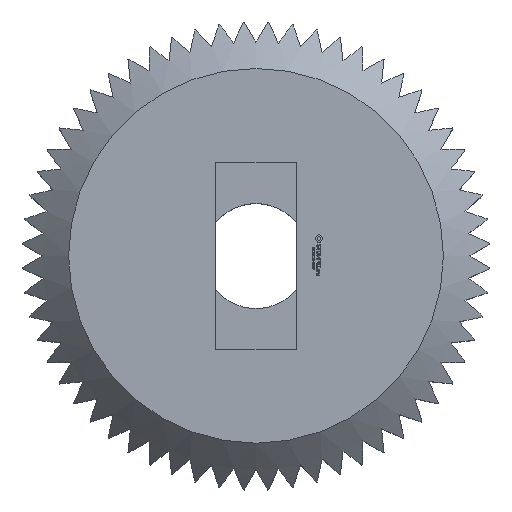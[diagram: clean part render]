
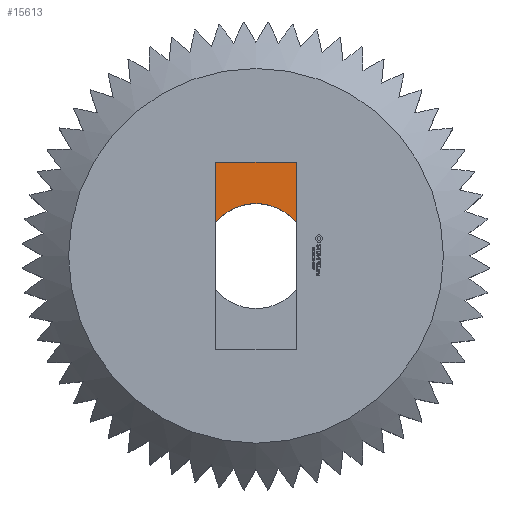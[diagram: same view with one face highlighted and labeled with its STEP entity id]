
A CAD part, top view. The second image highlights one B-rep face of the part: STEP entity #15613.
In plain terms, the highlighted planar face has unit normal (0, 0, 1).
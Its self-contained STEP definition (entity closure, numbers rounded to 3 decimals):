
#310 = PLANE('',#311);
#311 = AXIS2_PLACEMENT_3D('',#312,#313,#314);
#312 = CARTESIAN_POINT('',(-2.7,0.,6.86));
#313 = DIRECTION('',(1.,0.,0.));
#314 = DIRECTION('',(0.,0.,1.));
#368 = PLANE('',#369);
#369 = AXIS2_PLACEMENT_3D('',#370,#371,#372);
#370 = CARTESIAN_POINT('',(2.7,0.,6.86));
#371 = DIRECTION('',(-1.,0.,0.));
#372 = DIRECTION('',(0.,0.,-1.));
#401 = CYLINDRICAL_SURFACE('',#402,3.5);
#402 = AXIS2_PLACEMENT_3D('',#403,#404,#405);
#403 = CARTESIAN_POINT('',(0.,0.,3.125
    ));
#404 = DIRECTION('',(0.,0.,1.));
#405 = DIRECTION('',(1.,0.,0.));
#6100 = VERTEX_POINT('',#6101);
#6101 = CARTESIAN_POINT('',(-2.7,2.227,3.125));
#6122 = EDGE_CURVE('',#6123,#6100,#6125,.T.);
#6123 = VERTEX_POINT('',#6124);
#6124 = CARTESIAN_POINT('',(2.7,2.227,3.125));
#6125 = SURFACE_CURVE('',#6126,(#6131,#6138),.PCURVE_S1.);
#6126 = CIRCLE('',#6127,3.5);
#6127 = AXIS2_PLACEMENT_3D('',#6128,#6129,#6130);
#6128 = CARTESIAN_POINT('',(0.,0.,
    3.125));
#6129 = DIRECTION('',(0.,0.,1.));
#6130 = DIRECTION('',(1.,0.,0.));
#6131 = PCURVE('',#401,#6132);
#6132 = DEFINITIONAL_REPRESENTATION('',(#6133),#6137);
#6133 = LINE('',#6134,#6135);
#6134 = CARTESIAN_POINT('',(0.,0.));
#6135 = VECTOR('',#6136,1.);
#6136 = DIRECTION('',(1.,0.));
#6137 = ( GEOMETRIC_REPRESENTATION_CONTEXT(2) 
PARAMETRIC_REPRESENTATION_CONTEXT() REPRESENTATION_CONTEXT('2D SPACE',''
  ) );
#6138 = PCURVE('',#6139,#6144);
#6139 = PLANE('',#6140);
#6140 = AXIS2_PLACEMENT_3D('',#6141,#6142,#6143);
#6141 = CARTESIAN_POINT('',(0.,0.,
    3.125));
#6142 = DIRECTION('',(0.,0.,1.));
#6143 = DIRECTION('',(1.,0.,0.));
#6144 = DEFINITIONAL_REPRESENTATION('',(#6145),#6149);
#6145 = CIRCLE('',#6146,3.5);
#6146 = AXIS2_PLACEMENT_2D('',#6147,#6148);
#6147 = CARTESIAN_POINT('',(0.,0.));
#6148 = DIRECTION('',(1.,0.));
#6149 = ( GEOMETRIC_REPRESENTATION_CONTEXT(2) 
PARAMETRIC_REPRESENTATION_CONTEXT() REPRESENTATION_CONTEXT('2D SPACE',''
  ) );
#15613 = ADVANCED_FACE('',(#15614),#6139,.T.);
#15614 = FACE_BOUND('',#15615,.T.);
#15615 = EDGE_LOOP('',(#15616,#15646,#15667,#15668));
#15616 = ORIENTED_EDGE('',*,*,#15617,.F.);
#15617 = EDGE_CURVE('',#15618,#15620,#15622,.T.);
#15618 = VERTEX_POINT('',#15619);
#15619 = CARTESIAN_POINT('',(-2.7,6.25,3.125));
#15620 = VERTEX_POINT('',#15621);
#15621 = CARTESIAN_POINT('',(2.7,6.25,3.125));
#15622 = SURFACE_CURVE('',#15623,(#15627,#15634),.PCURVE_S1.);
#15623 = LINE('',#15624,#15625);
#15624 = CARTESIAN_POINT('',(-2.7,6.25,3.125));
#15625 = VECTOR('',#15626,1.);
#15626 = DIRECTION('',(1.,0.,0.));
#15627 = PCURVE('',#6139,#15628);
#15628 = DEFINITIONAL_REPRESENTATION('',(#15629),#15633);
#15629 = LINE('',#15630,#15631);
#15630 = CARTESIAN_POINT('',(-2.7,6.25));
#15631 = VECTOR('',#15632,1.);
#15632 = DIRECTION('',(1.,0.));
#15633 = ( GEOMETRIC_REPRESENTATION_CONTEXT(2) 
PARAMETRIC_REPRESENTATION_CONTEXT() REPRESENTATION_CONTEXT('2D SPACE',''
  ) );
#15634 = PCURVE('',#15635,#15640);
#15635 = PLANE('',#15636);
#15636 = AXIS2_PLACEMENT_3D('',#15637,#15638,#15639);
#15637 = CARTESIAN_POINT('',(-2.7,6.25,3.125));
#15638 = DIRECTION('',(0.,1.,0.));
#15639 = DIRECTION('',(1.,0.,0.));
#15640 = DEFINITIONAL_REPRESENTATION('',(#15641),#15645);
#15641 = LINE('',#15642,#15643);
#15642 = CARTESIAN_POINT('',(0.,0.));
#15643 = VECTOR('',#15644,1.);
#15644 = DIRECTION('',(1.,0.));
#15645 = ( GEOMETRIC_REPRESENTATION_CONTEXT(2) 
PARAMETRIC_REPRESENTATION_CONTEXT() REPRESENTATION_CONTEXT('2D SPACE',''
  ) );
#15646 = ORIENTED_EDGE('',*,*,#15647,.F.);
#15647 = EDGE_CURVE('',#6100,#15618,#15648,.T.);
#15648 = SURFACE_CURVE('',#15649,(#15653,#15660),.PCURVE_S1.);
#15649 = LINE('',#15650,#15651);
#15650 = CARTESIAN_POINT('',(-2.7,-6.25,3.125));
#15651 = VECTOR('',#15652,1.);
#15652 = DIRECTION('',(0.,1.,0.));
#15653 = PCURVE('',#6139,#15654);
#15654 = DEFINITIONAL_REPRESENTATION('',(#15655),#15659);
#15655 = LINE('',#15656,#15657);
#15656 = CARTESIAN_POINT('',(-2.7,-6.25));
#15657 = VECTOR('',#15658,1.);
#15658 = DIRECTION('',(0.,1.));
#15659 = ( GEOMETRIC_REPRESENTATION_CONTEXT(2) 
PARAMETRIC_REPRESENTATION_CONTEXT() REPRESENTATION_CONTEXT('2D SPACE',''
  ) );
#15660 = PCURVE('',#310,#15661);
#15661 = DEFINITIONAL_REPRESENTATION('',(#15662),#15666);
#15662 = LINE('',#15663,#15664);
#15663 = CARTESIAN_POINT('',(-3.735,6.25));
#15664 = VECTOR('',#15665,1.);
#15665 = DIRECTION('',(0.,-1.));
#15666 = ( GEOMETRIC_REPRESENTATION_CONTEXT(2) 
PARAMETRIC_REPRESENTATION_CONTEXT() REPRESENTATION_CONTEXT('2D SPACE',''
  ) );
#15667 = ORIENTED_EDGE('',*,*,#6122,.F.);
#15668 = ORIENTED_EDGE('',*,*,#15669,.F.);
#15669 = EDGE_CURVE('',#15620,#6123,#15670,.T.);
#15670 = SURFACE_CURVE('',#15671,(#15675,#15682),.PCURVE_S1.);
#15671 = LINE('',#15672,#15673);
#15672 = CARTESIAN_POINT('',(2.7,6.25,3.125));
#15673 = VECTOR('',#15674,1.);
#15674 = DIRECTION('',(0.,-1.,0.));
#15675 = PCURVE('',#6139,#15676);
#15676 = DEFINITIONAL_REPRESENTATION('',(#15677),#15681);
#15677 = LINE('',#15678,#15679);
#15678 = CARTESIAN_POINT('',(2.7,6.25));
#15679 = VECTOR('',#15680,1.);
#15680 = DIRECTION('',(0.,-1.));
#15681 = ( GEOMETRIC_REPRESENTATION_CONTEXT(2) 
PARAMETRIC_REPRESENTATION_CONTEXT() REPRESENTATION_CONTEXT('2D SPACE',''
  ) );
#15682 = PCURVE('',#368,#15683);
#15683 = DEFINITIONAL_REPRESENTATION('',(#15684),#15688);
#15684 = LINE('',#15685,#15686);
#15685 = CARTESIAN_POINT('',(3.735,-6.25));
#15686 = VECTOR('',#15687,1.);
#15687 = DIRECTION('',(0.,1.));
#15688 = ( GEOMETRIC_REPRESENTATION_CONTEXT(2) 
PARAMETRIC_REPRESENTATION_CONTEXT() REPRESENTATION_CONTEXT('2D SPACE',''
  ) );
